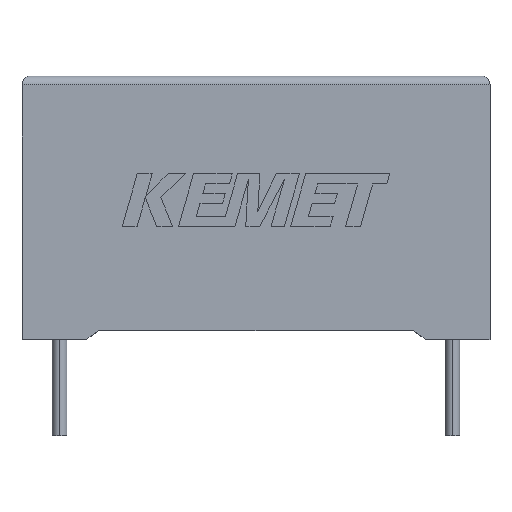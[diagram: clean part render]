
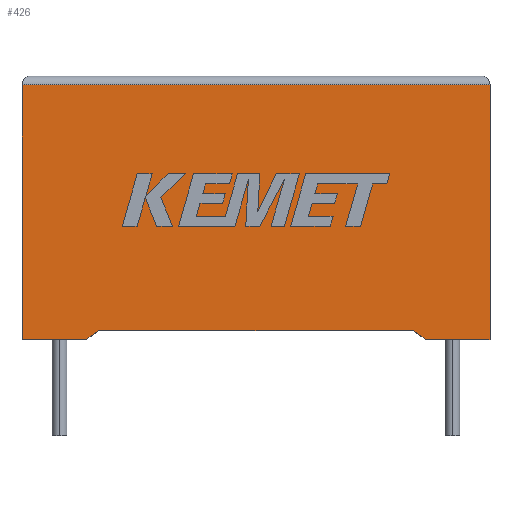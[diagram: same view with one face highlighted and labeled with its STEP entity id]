
A CAD part, top view. The second image highlights one B-rep face of the part: STEP entity #426.
In plain terms, the highlighted planar face has unit normal (0, 0, 1).
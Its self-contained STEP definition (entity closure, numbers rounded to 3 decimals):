
#29 = EDGE_CURVE ( 'NONE', #1947, #1654, #2610, .T. ) ;
#34 = VERTEX_POINT ( 'NONE', #1427 ) ;
#47 = LINE ( 'NONE', #1053, #594 ) ;
#76 = DIRECTION ( 'NONE',  ( -0.819, -0.573, 0. ) ) ;
#78 = ORIENTED_EDGE ( 'NONE', *, *, #2658, .T. ) ;
#103 = EDGE_CURVE ( 'NONE', #1081, #1607, #1578, .T. ) ;
#314 = DIRECTION ( 'NONE',  ( -1., 0., 0. ) ) ;
#410 = EDGE_CURVE ( 'NONE', #2250, #1592, #1493, .T. ) ;
#426 = ADVANCED_FACE ( 'NONE', ( #2624 ), #714, .F. ) ;
#500 = LINE ( 'NONE', #1191, #545 ) ;
#545 = VECTOR ( 'NONE', #1173, 1000. ) ;
#594 = VECTOR ( 'NONE', #2484, 1000. ) ;
#672 = DIRECTION ( 'NONE',  ( -1., 0., 0. ) ) ;
#684 = VECTOR ( 'NONE', #2768, 1000. ) ;
#714 = PLANE ( 'NONE',  #1188 ) ;
#851 = CARTESIAN_POINT ( 'NONE',  ( 26.8, 14.6, 6.2 ) ) ;
#866 = CARTESIAN_POINT ( 'NONE',  ( 23.15, 0., 6.2 ) ) ;
#917 = CARTESIAN_POINT ( 'NONE',  ( 26.8, 0., 6.2 ) ) ;
#993 = CARTESIAN_POINT ( 'NONE',  ( 4.394, 0.521, 6.2 ) ) ;
#1010 = EDGE_CURVE ( 'NONE', #1607, #34, #1960, .T. ) ;
#1053 = CARTESIAN_POINT ( 'NONE',  ( 0., 0., 6.2 ) ) ;
#1081 = VERTEX_POINT ( 'NONE', #1996 ) ;
#1123 = CARTESIAN_POINT ( 'NONE',  ( 0., 0., 6.2 ) ) ;
#1173 = DIRECTION ( 'NONE',  ( 1., 0., 0. ) ) ;
#1188 = AXIS2_PLACEMENT_3D ( 'NONE', #2964, #2740, #1509 ) ;
#1191 = CARTESIAN_POINT ( 'NONE',  ( 0., 0., 6.2 ) ) ;
#1192 = VECTOR ( 'NONE', #314, 1000. ) ;
#1334 = VECTOR ( 'NONE', #76, 1000. ) ;
#1381 = DIRECTION ( 'NONE',  ( 0.819, -0.573, 0. ) ) ;
#1408 = ORIENTED_EDGE ( 'NONE', *, *, #410, .F. ) ;
#1427 = CARTESIAN_POINT ( 'NONE',  ( 0., 14.6, 6.2 ) ) ;
#1431 = ORIENTED_EDGE ( 'NONE', *, *, #2551, .T. ) ;
#1493 = LINE ( 'NONE', #2893, #1334 ) ;
#1509 = DIRECTION ( 'NONE',  ( -1., 0., 0. ) ) ;
#1528 = ORIENTED_EDGE ( 'NONE', *, *, #103, .T. ) ;
#1578 = LINE ( 'NONE', #917, #684 ) ;
#1592 = VERTEX_POINT ( 'NONE', #1820 ) ;
#1607 = VERTEX_POINT ( 'NONE', #851 ) ;
#1654 = VERTEX_POINT ( 'NONE', #866 ) ;
#1658 = EDGE_LOOP ( 'NONE', ( #1528, #1871, #78, #2914, #1408, #2554, #2548, #1431 ) ) ;
#1803 = DIRECTION ( 'NONE',  ( 1., 0., 0. ) ) ;
#1820 = CARTESIAN_POINT ( 'NONE',  ( 3.65, 0., 6.2 ) ) ;
#1871 = ORIENTED_EDGE ( 'NONE', *, *, #1010, .T. ) ;
#1885 = CARTESIAN_POINT ( 'NONE',  ( 13.4, 0.521, 6.2 ) ) ;
#1947 = VERTEX_POINT ( 'NONE', #2517 ) ;
#1960 = LINE ( 'NONE', #2669, #1192 ) ;
#1996 = CARTESIAN_POINT ( 'NONE',  ( 26.8, 0., 6.2 ) ) ;
#2072 = LINE ( 'NONE', #2534, #2445 ) ;
#2250 = VERTEX_POINT ( 'NONE', #993 ) ;
#2272 = VECTOR ( 'NONE', #1381, 1000. ) ;
#2445 = VECTOR ( 'NONE', #1803, 1000. ) ;
#2458 = VERTEX_POINT ( 'NONE', #1123 ) ;
#2469 = EDGE_CURVE ( 'NONE', #2458, #1592, #2072, .T. ) ;
#2484 = DIRECTION ( 'NONE',  ( 0., -1., 0. ) ) ;
#2503 = VECTOR ( 'NONE', #672, 1000. ) ;
#2517 = CARTESIAN_POINT ( 'NONE',  ( 22.406, 0.521, 6.2 ) ) ;
#2530 = EDGE_CURVE ( 'NONE', #1947, #2250, #2863, .T. ) ;
#2534 = CARTESIAN_POINT ( 'NONE',  ( 0., 0., 6.2 ) ) ;
#2548 = ORIENTED_EDGE ( 'NONE', *, *, #29, .T. ) ;
#2551 = EDGE_CURVE ( 'NONE', #1654, #1081, #500, .T. ) ;
#2554 = ORIENTED_EDGE ( 'NONE', *, *, #2530, .F. ) ;
#2610 = LINE ( 'NONE', #3028, #2272 ) ;
#2624 = FACE_OUTER_BOUND ( 'NONE', #1658, .T. ) ;
#2658 = EDGE_CURVE ( 'NONE', #34, #2458, #47, .T. ) ;
#2669 = CARTESIAN_POINT ( 'NONE',  ( 0., 14.6, 6.2 ) ) ;
#2740 = DIRECTION ( 'NONE',  ( 0., 0., -1. ) ) ;
#2768 = DIRECTION ( 'NONE',  ( 0., 1., 0. ) ) ;
#2863 = LINE ( 'NONE', #1885, #2503 ) ;
#2893 = CARTESIAN_POINT ( 'NONE',  ( 3.65, 0., 6.2 ) ) ;
#2914 = ORIENTED_EDGE ( 'NONE', *, *, #2469, .T. ) ;
#2964 = CARTESIAN_POINT ( 'NONE',  ( 0., 0., 6.2 ) ) ;
#3028 = CARTESIAN_POINT ( 'NONE',  ( 23.15, 0., 6.2 ) ) ;
